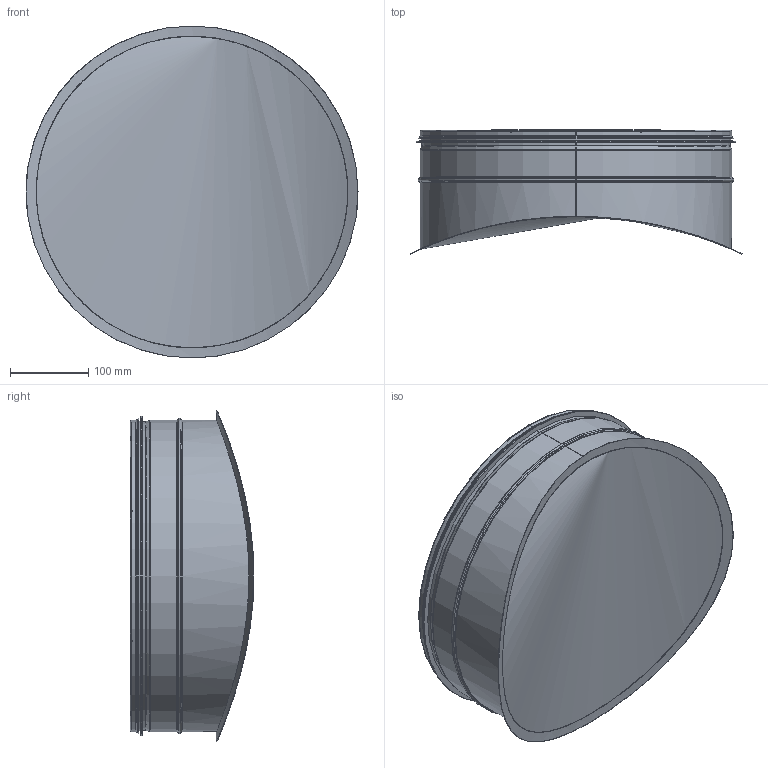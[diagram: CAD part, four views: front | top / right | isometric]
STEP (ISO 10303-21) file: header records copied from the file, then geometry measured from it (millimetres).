
FILE_DESCRIPTION((''),'2;1');
FILE_NAME('HPS-1000-400.stp','2014-02-24T07:56:51',(''),(''),'Autodesk Inventor 2013','Autodesk Inventor 2013','');
FILE_SCHEMA(('AUTOMOTIVE_DESIGN { 1 2 10303 214 0 1 1 1 }'));
Length unit declared in the file: millimetre
Products named in the file (5): HPS-1000-400; 999009; HPSRörämne_1000-400; HPSRörämnesdel_1000-400; SvepHPS-1000-400
Assembly tree (4 placements, depth 3):
  HPS-1000-400
    999009
    HPSRörämne_1000-400
      HPSRörämnesdel_1000-400
      SvepHPS-1000-400
Bounding box: 424.8 x 158.43 x 424.8 mm (x, y, z)
Volume: 137524.8 mm3; surface area: 455627.7 mm2
Topology: 3 solids, 3 shells, 85 faces, 165 edges, 89 vertices
Faces by surface type: plane 36, torus 20, cylinder 19, cone 10
Full cylindrical faces by diameter (mm): 393 x1, 394 x1, 395.2 x1, 397.8 x6, 398.8 x4, 404.2 x1, 409.2 x1, 424.8 x1
Entity records: 2792 total; most frequent: CARTESIAN_POINT 854, DIRECTION 406, ORIENTED_EDGE 298, AXIS2_PLACEMENT_3D 171, EDGE_CURVE 149, EDGE_LOOP 108, VERTEX_POINT 89, STYLED_ITEM 88
